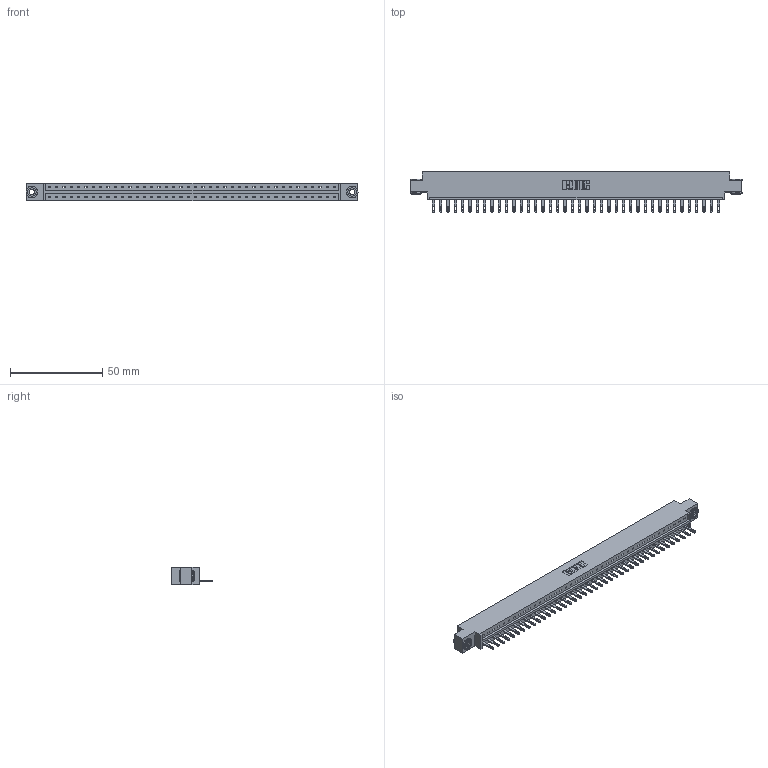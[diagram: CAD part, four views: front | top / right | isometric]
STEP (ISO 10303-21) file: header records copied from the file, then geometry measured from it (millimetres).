
FILE_DESCRIPTION (( 'STEP AP203' ), '1' );
FILE_NAME ('833-040-500-603.STEP', '2020-06-03T15:36:37', ( '' ), ( '' ), 'SwSTEP 2.0', 'SolidWorks 2020', '' );
FILE_SCHEMA (( 'CONFIG_CONTROL_DESIGN' ));
Length unit declared in the file: inch
Products named in the file (4): 345-250-002_345-250-002-102; 833 Part_Offset - .156 Dia - TH; 833-040-500-603; 345-292-001_345-293-100
Assembly tree (43 placements, depth 2):
  833-040-500-603
    833 Part_Offset - .156 Dia - TH
    345-292-001_345-293-100  x40
    345-250-002_345-250-002-102  x2
Bounding box: 180.04 x 21.85 x 9.4 mm (x, y, z)
Volume: 17915.8 mm3; surface area: 19894.2 mm2
Topology: 43 solids, 43 shells, 2316 faces, 7119 edges, 4742 vertices
Faces by surface type: plane 1524, cylinder 784, cone 8
Entity records: 25424 total; most frequent: CARTESIAN_POINT 4365, ORIENTED_EDGE 4334, DIRECTION 3721, EDGE_CURVE 2167, LINE 2011, VECTOR 2011, VERTEX_POINT 1442, AXIS2_PLACEMENT_3D 855
